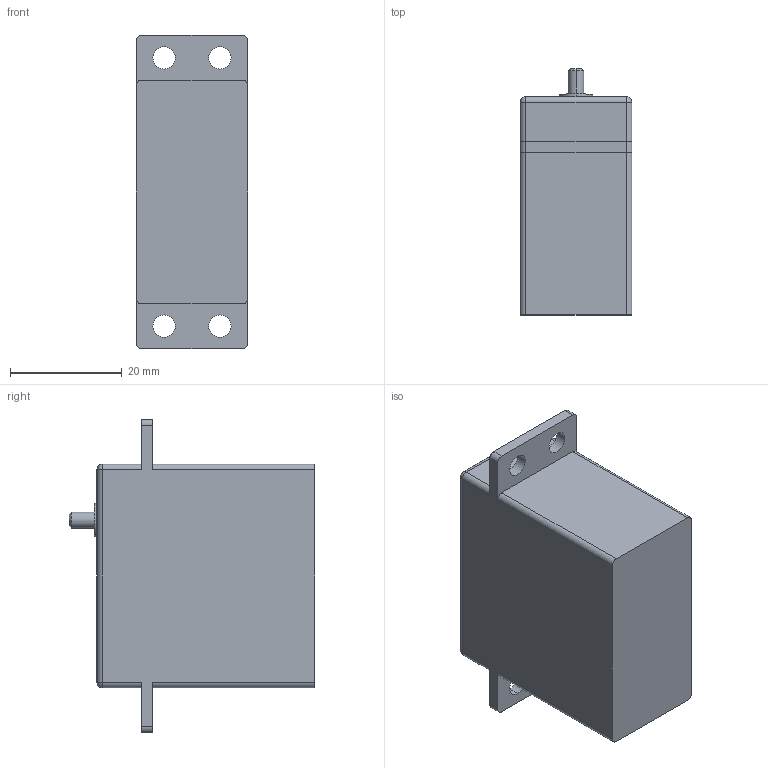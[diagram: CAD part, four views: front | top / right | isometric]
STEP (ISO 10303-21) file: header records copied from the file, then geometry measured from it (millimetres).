
FILE_DESCRIPTION (( 'STEP AP203' ), '1' );
FILE_NAME ('儂迮秶芞聆彸.STEP', '2025-09-04T11:35:09', ( '' ), ( '' ), 'SwSTEP 2.0', 'SolidWorks 2024', '' );
FILE_SCHEMA (( 'CONFIG_CONTROL_DESIGN' ));
Length unit declared in the file: millimetre
Products named in the file (1): 机械制图测试
Bounding box: 20 x 44 x 56 mm (x, y, z)
Volume: 31723.1 mm3; surface area: 6911.6 mm2
Topology: 1 solids, 1 shells, 50 faces, 128 edges, 78 vertices
Faces by surface type: cylinder 28, plane 16, sphere 4, cone 2
Entity records: 1587 total; most frequent: DIRECTION 284, CARTESIAN_POINT 253, ORIENTED_EDGE 248, EDGE_CURVE 124, AXIS2_PLACEMENT_3D 109, VERTEX_POINT 78, LINE 66, VECTOR 66
